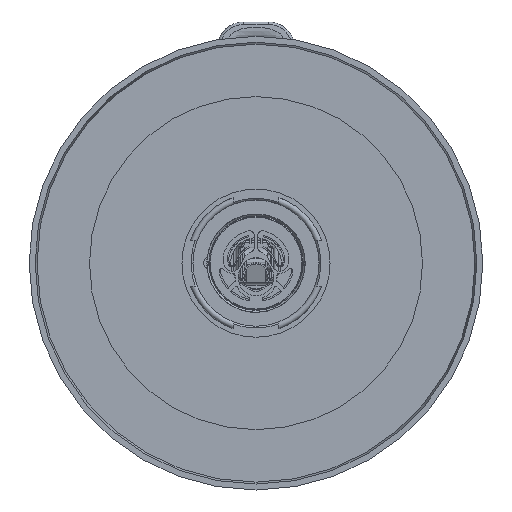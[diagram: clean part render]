
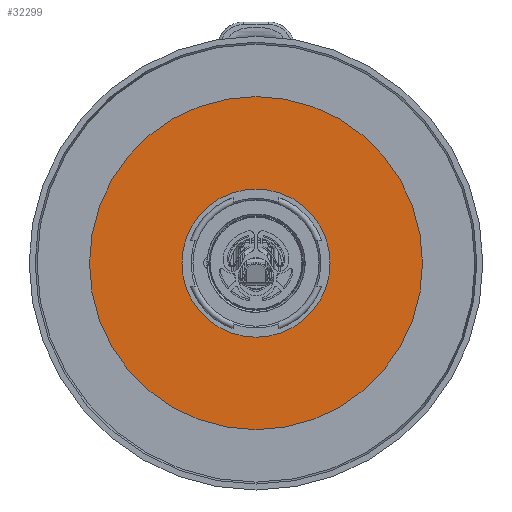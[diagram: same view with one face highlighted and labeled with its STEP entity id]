
A CAD part, front view. The second image highlights one B-rep face of the part: STEP entity #32299.
In plain terms, the highlighted planar face has unit normal (0, -1, 0).
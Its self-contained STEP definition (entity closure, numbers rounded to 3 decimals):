
#31742=CARTESIAN_POINT('',(0.,63.,0.));
#31743=DIRECTION('',(0.,1.,0.));
#31744=DIRECTION('',(-1.,0.,0.));
#31745=AXIS2_PLACEMENT_3D('',#31742,#31743,#31744);
#31747=CARTESIAN_POINT('',(0.,63.,0.));
#31748=DIRECTION('',(0.,1.,0.));
#31749=DIRECTION('',(1.,0.,0.));
#31750=AXIS2_PLACEMENT_3D('',#31747,#31748,#31749);
#31752=CARTESIAN_POINT('',(0.,63.,0.));
#31753=DIRECTION('',(0.,-1.,0.));
#31754=DIRECTION('',(0.,0.,-1.));
#31755=AXIS2_PLACEMENT_3D('',#31752,#31753,#31754);
#31757=CARTESIAN_POINT('',(0.,63.,0.));
#31758=DIRECTION('',(0.,-1.,0.));
#31759=DIRECTION('',(0.,0.,1.));
#31760=AXIS2_PLACEMENT_3D('',#31757,#31758,#31759);
#32090=CARTESIAN_POINT('',(0.,63.,-28.25));
#32091=CARTESIAN_POINT('',(0.,63.,28.25));
#32092=VERTEX_POINT('',#32090);
#32093=VERTEX_POINT('',#32091);
#32178=CARTESIAN_POINT('',(-63.5,63.,0.));
#32179=CARTESIAN_POINT('',(63.5,63.,0.));
#32180=VERTEX_POINT('',#32178);
#32181=VERTEX_POINT('',#32179);
#32283=CARTESIAN_POINT('',(0.,63.,0.));
#32284=DIRECTION('',(0.,1.,0.));
#32285=DIRECTION('',(1.,0.,0.));
#32286=AXIS2_PLACEMENT_3D('',#32283,#32284,#32285);
#32287=PLANE('',#32286);
#32289=ORIENTED_EDGE('',*,*,#32288,.T.);
#32291=ORIENTED_EDGE('',*,*,#32290,.T.);
#32292=EDGE_LOOP('',(#32289,#32291));
#32293=FACE_OUTER_BOUND('',#32292,.F.);
#32294=ORIENTED_EDGE('',*,*,#32266,.T.);
#32296=ORIENTED_EDGE('',*,*,#32295,.T.);
#32297=EDGE_LOOP('',(#32294,#32296));
#32298=FACE_BOUND('',#32297,.F.);
#32299=ADVANCED_FACE('',(#32293,#32298),#32287,.F.);
#31746=CIRCLE('',#31745,63.5);
#31751=CIRCLE('',#31750,63.5);
#31756=CIRCLE('',#31755,28.25);
#31761=CIRCLE('',#31760,28.25);
#32266=EDGE_CURVE('',#32092,#32093,#31756,.T.);
#32288=EDGE_CURVE('',#32180,#32181,#31746,.T.);
#32290=EDGE_CURVE('',#32181,#32180,#31751,.T.);
#32295=EDGE_CURVE('',#32093,#32092,#31761,.T.);
